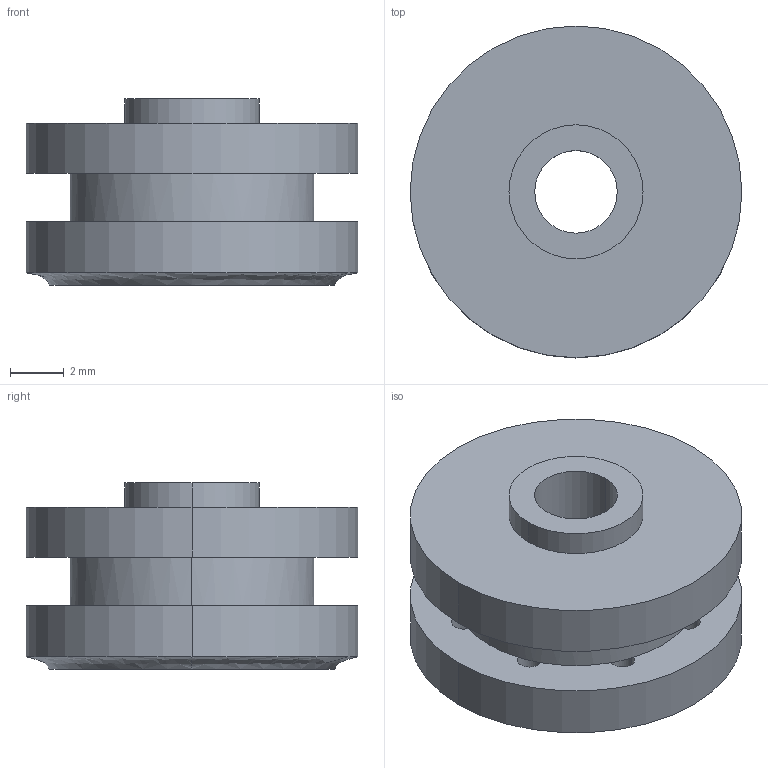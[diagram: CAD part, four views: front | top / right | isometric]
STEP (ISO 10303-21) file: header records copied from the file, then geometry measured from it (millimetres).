
FILE_DESCRIPTION (( 'STEP AP214' ), '1' );
FILE_NAME ('Tete piston1.8_V2.STEP', '2018-06-25T09:03:22', ( '' ), ( '' ), 'SwSTEP 2.0', 'SolidWorks 2017', '' );
FILE_SCHEMA (( 'AUTOMOTIVE_DESIGN' ));
Length unit declared in the file: millimetre
Products named in the file (1): Tete piston1.8_V2
Bounding box: 12.3 x 12.3 x 6.9 mm (x, y, z)
Volume: 474.9 mm3; surface area: 700.4 mm2
Topology: 1 solids, 1 shells, 44 faces, 120 edges, 74 vertices
Faces by surface type: cylinder 28, plane 14, bspline 2
Entity records: 1522 total; most frequent: DIRECTION 294, CARTESIAN_POINT 275, ORIENTED_EDGE 240, AXIS2_PLACEMENT_3D 133, EDGE_CURVE 120, CIRCLE 90, VERTEX_POINT 74, EDGE_LOOP 58
